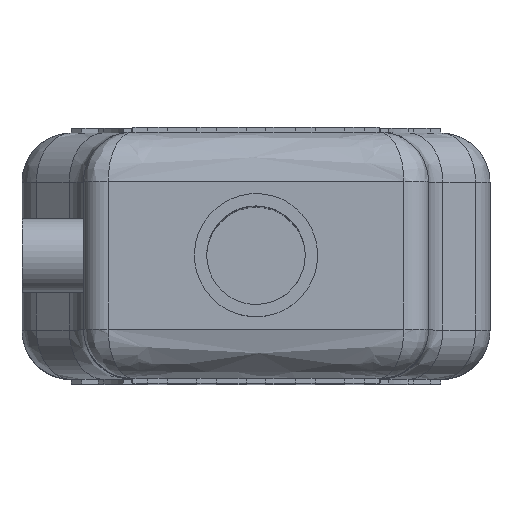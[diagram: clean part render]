
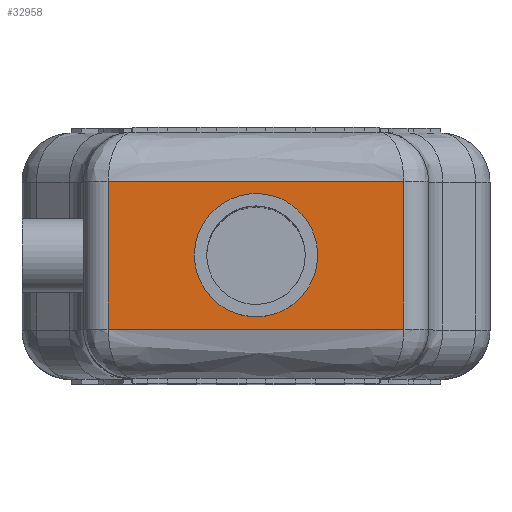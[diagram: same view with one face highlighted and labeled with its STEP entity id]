
A CAD part, top view. The second image highlights one B-rep face of the part: STEP entity #32958.
In plain terms, the highlighted free-form (B-spline) face has degree [1, 1] with [2, 2] control points.
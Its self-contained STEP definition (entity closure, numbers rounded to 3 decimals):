
#15135 = VERTEX_POINT('',#15136);
#15136 = CARTESIAN_POINT('',(119.46,29.865,
    149.325));
#15560 = VERTEX_POINT('',#15561);
#15561 = CARTESIAN_POINT('',(-59.73,29.865,
    149.325));
#15626 = EDGE_CURVE('',#15135,#15560,#15627,.T.);
#15627 = B_SPLINE_CURVE_WITH_KNOTS('',1,(#15628,#15629),.UNSPECIFIED.,
  .F.,.F.,(2,2),(-105.,15.),.PIECEWISE_BEZIER_KNOTS.);
#15628 = CARTESIAN_POINT('',(119.46,29.865,
    149.325));
#15629 = CARTESIAN_POINT('',(-59.73,29.865,
    149.325));
#31792 = VERTEX_POINT('',#31793);
#31793 = CARTESIAN_POINT('',(119.46,119.46,
    149.325));
#32161 = VERTEX_POINT('',#32162);
#32162 = CARTESIAN_POINT('',(-59.73,119.46,
    149.325));
#32240 = EDGE_CURVE('',#31792,#32161,#32241,.T.);
#32241 = B_SPLINE_CURVE_WITH_KNOTS('',1,(#32242,#32243),.UNSPECIFIED.,
  .F.,.F.,(2,2),(-105.,15.),.PIECEWISE_BEZIER_KNOTS.);
#32242 = CARTESIAN_POINT('',(119.46,119.46,
    149.325));
#32243 = CARTESIAN_POINT('',(-59.73,119.46,
    149.325));
#32670 = EDGE_CURVE('',#32671,#32671,#32673,.T.);
#32671 = VERTEX_POINT('',#32672);
#32672 = CARTESIAN_POINT('',(-7.466,74.663,
    149.325));
#32673 = ( BOUNDED_CURVE() B_SPLINE_CURVE(2,(#32674,#32675,#32676,#32677
    ,#32678,#32679,#32680),.UNSPECIFIED.,.T.,.F.) 
B_SPLINE_CURVE_WITH_KNOTS((3,2,2,3),(3.142,5.236,
7.33,9.425),.PIECEWISE_BEZIER_KNOTS.) CURVE() 
GEOMETRIC_REPRESENTATION_ITEM() RATIONAL_B_SPLINE_CURVE((1.,0.5,1.,0.5,
1.,0.5,1.)) REPRESENTATION_ITEM('') );
#32674 = CARTESIAN_POINT('',(-7.466,74.663,
    149.325));
#32675 = CARTESIAN_POINT('',(-7.466,10.003,
    149.325));
#32676 = CARTESIAN_POINT('',(48.531,42.333,
    149.325));
#32677 = CARTESIAN_POINT('',(104.528,74.663,
    149.325));
#32678 = CARTESIAN_POINT('',(48.531,106.993,
    149.325));
#32679 = CARTESIAN_POINT('',(-7.466,139.323,
    149.325));
#32680 = CARTESIAN_POINT('',(-7.466,74.663,
    149.325));
#32849 = EDGE_CURVE('',#31792,#15135,#32850,.T.);
#32850 = B_SPLINE_CURVE_WITH_KNOTS('',1,(#32851,#32852),.UNSPECIFIED.,
  .F.,.F.,(2,2),(20.,80.),.PIECEWISE_BEZIER_KNOTS.);
#32851 = CARTESIAN_POINT('',(119.46,119.46,
    149.325));
#32852 = CARTESIAN_POINT('',(119.46,29.865,
    149.325));
#32958 = ADVANCED_FACE('',(#32959,#32969),#32972,.T.);
#32959 = FACE_BOUND('',#32960,.T.);
#32960 = EDGE_LOOP('',(#32961,#32966,#32967,#32968));
#32961 = ORIENTED_EDGE('',*,*,#32962,.T.);
#32962 = EDGE_CURVE('',#32161,#15560,#32963,.T.);
#32963 = B_SPLINE_CURVE_WITH_KNOTS('',1,(#32964,#32965),.UNSPECIFIED.,
  .F.,.F.,(2,2),(20.,80.),.PIECEWISE_BEZIER_KNOTS.);
#32964 = CARTESIAN_POINT('',(-59.73,119.46,
    149.325));
#32965 = CARTESIAN_POINT('',(-59.73,29.865,
    149.325));
#32966 = ORIENTED_EDGE('',*,*,#15626,.F.);
#32967 = ORIENTED_EDGE('',*,*,#32849,.F.);
#32968 = ORIENTED_EDGE('',*,*,#32240,.T.);
#32969 = FACE_BOUND('',#32970,.T.);
#32970 = EDGE_LOOP('',(#32971));
#32971 = ORIENTED_EDGE('',*,*,#32670,.F.);
#32972 = B_SPLINE_SURFACE_WITH_KNOTS('',1,1,(
    (#32973,#32974)
    ,(#32975,#32976
    )),.UNSPECIFIED.,.F.,.F.,.F.,(2,2),(2,2),(10.,130.),(20.,80.),
  .PIECEWISE_BEZIER_KNOTS.);
#32973 = CARTESIAN_POINT('',(-59.73,29.865,
    149.325));
#32974 = CARTESIAN_POINT('',(-59.73,119.46,
    149.325));
#32975 = CARTESIAN_POINT('',(119.46,29.865,
    149.325));
#32976 = CARTESIAN_POINT('',(119.46,119.46,
    149.325));
